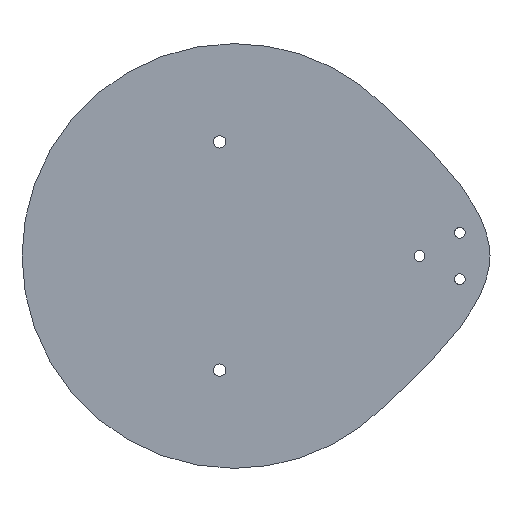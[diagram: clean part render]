
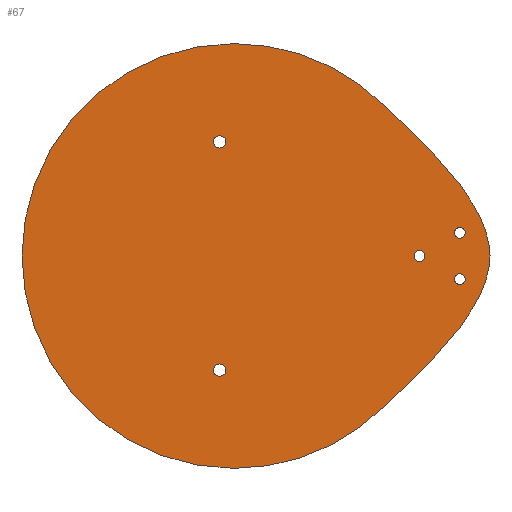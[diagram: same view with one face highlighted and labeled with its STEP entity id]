
A CAD part, front view. The second image highlights one B-rep face of the part: STEP entity #67.
In plain terms, the highlighted planar face has unit normal (0, -1, 0).
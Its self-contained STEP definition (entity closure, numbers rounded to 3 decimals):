
#12 = CARTESIAN_POINT ( 'NONE',  ( 60.189, 0., -17.149 ) ) ;
#14 = AXIS2_PLACEMENT_3D ( 'NONE', #104, #660, #113 ) ;
#16 = EDGE_CURVE ( 'NONE', #304, #558, #150, .T. ) ;
#18 = DIRECTION ( 'NONE',  ( 0., 1., 0. ) ) ;
#19 = EDGE_CURVE ( 'NONE', #420, #492, #471, .T. ) ;
#22 = CARTESIAN_POINT ( 'NONE',  ( 28.971, 0., -44.528 ) ) ;
#25 = CARTESIAN_POINT ( 'NONE',  ( -20.311, 0., 34.001 ) ) ;
#29 = VERTEX_POINT ( 'NONE', #189 ) ;
#30 = DIRECTION ( 'NONE',  ( 0., 0., 1. ) ) ;
#32 = AXIS2_PLACEMENT_3D ( 'NONE', #147, #643, #30 ) ;
#39 = AXIS2_PLACEMENT_3D ( 'NONE', #360, #651, #230 ) ;
#40 = EDGE_CURVE ( 'NONE', #708, #695, #155, .T. ) ;
#43 = CARTESIAN_POINT ( 'NONE',  ( -20.311, 0., -33.999 ) ) ;
#49 = DIRECTION ( 'NONE',  ( 0., 1., 0. ) ) ;
#54 = EDGE_LOOP ( 'NONE', ( #276, #331 ) ) ;
#64 = FACE_BOUND ( 'NONE', #86, .T. ) ;
#67 = ADVANCED_FACE ( 'NONE', ( #263, #314, #64, #502, #747, #383 ), #557, .F. ) ;
#68 = DIRECTION ( 'NONE',  ( 0., 0., 1. ) ) ;
#77 = CIRCLE ( 'NONE', #39, 63.25 ) ;
#84 = DIRECTION ( 'NONE',  ( 0., 0., 1. ) ) ;
#86 = EDGE_LOOP ( 'NONE', ( #339, #379 ) ) ;
#94 = AXIS2_PLACEMENT_3D ( 'NONE', #430, #676, #126 ) ;
#96 = EDGE_LOOP ( 'NONE', ( #206, #566 ) ) ;
#100 = AXIS2_PLACEMENT_3D ( 'NONE', #581, #709, #340 ) ;
#101 = EDGE_CURVE ( 'NONE', #708, #304, #414, .T. ) ;
#104 = CARTESIAN_POINT ( 'NONE',  ( 39.189, 0., 0.001 ) ) ;
#107 = DIRECTION ( 'NONE',  ( 0., 0., 1. ) ) ;
#113 = DIRECTION ( 'NONE',  ( 0., 0., 1. ) ) ;
#116 = EDGE_CURVE ( 'NONE', #431, #29, #317, .T. ) ;
#121 = ORIENTED_EDGE ( 'NONE', *, *, #40, .T. ) ;
#126 = DIRECTION ( 'NONE',  ( 0., 0., 1. ) ) ;
#129 = LINE ( 'NONE', #368, #342 ) ;
#131 = CARTESIAN_POINT ( 'NONE',  ( 28.971, 0., -44.528 ) ) ;
#146 = ORIENTED_EDGE ( 'NONE', *, *, #16, .F. ) ;
#147 = CARTESIAN_POINT ( 'NONE',  ( 51.189, 0., 6.93 ) ) ;
#150 = CIRCLE ( 'NONE', #721, 63.25 ) ;
#155 = B_SPLINE_CURVE_WITH_KNOTS ( 'NONE', 2,
 ( #541, #184, #669 ),
 .UNSPECIFIED., .F., .F.,
 ( 3, 3 ),
 ( 0., 1. ),
 .UNSPECIFIED. ) ;
#170 = CARTESIAN_POINT ( 'NONE',  ( 39.189, 0., 0.001 ) ) ;
#174 = CARTESIAN_POINT ( 'NONE',  ( 51.189, 0., 6.93 ) ) ;
#184 = CARTESIAN_POINT ( 'NONE',  ( 60.189, 0., 17.152 ) ) ;
#189 = CARTESIAN_POINT ( 'NONE',  ( -20.311, 0., -35.849 ) ) ;
#191 = EDGE_CURVE ( 'NONE', #532, #695, #129, .T. ) ;
#195 = CIRCLE ( 'NONE', #501, 1.6 ) ;
#201 = ORIENTED_EDGE ( 'NONE', *, *, #191, .F. ) ;
#206 = ORIENTED_EDGE ( 'NONE', *, *, #116, .T. ) ;
#208 = VERTEX_POINT ( 'NONE', #495 ) ;
#214 = CARTESIAN_POINT ( 'NONE',  ( -15.95, 0., 0. ) ) ;
#221 = VERTEX_POINT ( 'NONE', #380 ) ;
#229 = DIRECTION ( 'NONE',  ( 0., 0., 1. ) ) ;
#230 = DIRECTION ( 'NONE',  ( 0., 0., 1. ) ) ;
#231 = ORIENTED_EDGE ( 'NONE', *, *, #329, .F. ) ;
#233 = CARTESIAN_POINT ( 'NONE',  ( 28.971, 0., 44.53 ) ) ;
#235 = CARTESIAN_POINT ( 'NONE',  ( 28.971, 0., 44.527 ) ) ;
#263 = FACE_BOUND ( 'NONE', #54, .T. ) ;
#267 = AXIS2_PLACEMENT_3D ( 'NONE', #43, #600, #462 ) ;
#275 = EDGE_CURVE ( 'NONE', #616, #757, #652, .T. ) ;
#276 = ORIENTED_EDGE ( 'NONE', *, *, #319, .T. ) ;
#283 = AXIS2_PLACEMENT_3D ( 'NONE', #436, #627, #68 ) ;
#285 = ORIENTED_EDGE ( 'NONE', *, *, #526, .F. ) ;
#288 = EDGE_LOOP ( 'NONE', ( #121, #201, #285, #231, #146, #582 ) ) ;
#302 = DIRECTION ( 'NONE',  ( 0., 0., 1. ) ) ;
#304 = VERTEX_POINT ( 'NONE', #22 ) ;
#310 = CIRCLE ( 'NONE', #486, 1.85 ) ;
#314 = FACE_BOUND ( 'NONE', #96, .T. ) ;
#317 = CIRCLE ( 'NONE', #94, 1.85 ) ;
#319 = EDGE_CURVE ( 'NONE', #492, #420, #310, .T. ) ;
#321 = DIRECTION ( 'NONE',  ( 0., 0., 1. ) ) ;
#329 = EDGE_CURVE ( 'NONE', #558, #689, #756, .T. ) ;
#331 = ORIENTED_EDGE ( 'NONE', *, *, #19, .T. ) ;
#339 = ORIENTED_EDGE ( 'NONE', *, *, #345, .T. ) ;
#340 = DIRECTION ( 'NONE',  ( 0., 0., 1. ) ) ;
#342 = VECTOR ( 'NONE', #321, 1000. ) ;
#345 = EDGE_CURVE ( 'NONE', #512, #221, #346, .T. ) ;
#346 = CIRCLE ( 'NONE', #100, 1.6 ) ;
#352 = CARTESIAN_POINT ( 'NONE',  ( -20.311, 0., 32.151 ) ) ;
#353 = CARTESIAN_POINT ( 'NONE',  ( -15.95, 0., -63.25 ) ) ;
#356 = CARTESIAN_POINT ( 'NONE',  ( 60.189, 0., 0.001 ) ) ;
#360 = CARTESIAN_POINT ( 'NONE',  ( -15.95, 0., 0. ) ) ;
#365 = CIRCLE ( 'NONE', #267, 1.85 ) ;
#367 = CARTESIAN_POINT ( 'NONE',  ( 51.189, 0., 5.33 ) ) ;
#368 = CARTESIAN_POINT ( 'NONE',  ( 28.971, 0., 0. ) ) ;
#373 = AXIS2_PLACEMENT_3D ( 'NONE', #794, #49, #302 ) ;
#379 = ORIENTED_EDGE ( 'NONE', *, *, #457, .T. ) ;
#380 = CARTESIAN_POINT ( 'NONE',  ( 51.189, 0., -8.527 ) ) ;
#383 = FACE_OUTER_BOUND ( 'NONE', #288, .T. ) ;
#407 = AXIS2_PLACEMENT_3D ( 'NONE', #214, #763, #633 ) ;
#409 = DIRECTION ( 'NONE',  ( 0., 1., 0. ) ) ;
#413 = DIRECTION ( 'NONE',  ( 0., 1., 0. ) ) ;
#414 = B_SPLINE_CURVE_WITH_KNOTS ( 'NONE', 2,
 ( #497, #12, #131 ),
 .UNSPECIFIED., .F., .F.,
 ( 3, 3 ),
 ( 0., 1. ),
 .UNSPECIFIED. ) ;
#417 = DIRECTION ( 'NONE',  ( 0., 1., 0. ) ) ;
#420 = VERTEX_POINT ( 'NONE', #352 ) ;
#424 = CARTESIAN_POINT ( 'NONE',  ( -15.95, 0., 0. ) ) ;
#430 = CARTESIAN_POINT ( 'NONE',  ( -20.311, 0., -33.999 ) ) ;
#431 = VERTEX_POINT ( 'NONE', #469 ) ;
#436 = CARTESIAN_POINT ( 'NONE',  ( 0., 0., 0. ) ) ;
#440 = ORIENTED_EDGE ( 'NONE', *, *, #484, .T. ) ;
#457 = EDGE_CURVE ( 'NONE', #221, #512, #195, .T. ) ;
#462 = DIRECTION ( 'NONE',  ( 0., 0., 1. ) ) ;
#465 = CARTESIAN_POINT ( 'NONE',  ( 51.189, 0., -6.927 ) ) ;
#469 = CARTESIAN_POINT ( 'NONE',  ( -20.311, 0., -32.149 ) ) ;
#471 = CIRCLE ( 'NONE', #373, 1.85 ) ;
#484 = EDGE_CURVE ( 'NONE', #648, #208, #608, .T. ) ;
#486 = AXIS2_PLACEMENT_3D ( 'NONE', #25, #18, #84 ) ;
#492 = VERTEX_POINT ( 'NONE', #768 ) ;
#495 = CARTESIAN_POINT ( 'NONE',  ( 39.189, 0., -1.599 ) ) ;
#497 = CARTESIAN_POINT ( 'NONE',  ( 60.189, 0., 0.001 ) ) ;
#501 = AXIS2_PLACEMENT_3D ( 'NONE', #465, #409, #649 ) ;
#502 = FACE_BOUND ( 'NONE', #592, .T. ) ;
#509 = EDGE_CURVE ( 'NONE', #208, #648, #527, .T. ) ;
#512 = VERTEX_POINT ( 'NONE', #655 ) ;
#526 = EDGE_CURVE ( 'NONE', #689, #532, #77, .T. ) ;
#527 = CIRCLE ( 'NONE', #14, 1.6 ) ;
#532 = VERTEX_POINT ( 'NONE', #235 ) ;
#541 = CARTESIAN_POINT ( 'NONE',  ( 60.189, 0., 0.001 ) ) ;
#557 = PLANE ( 'NONE',  #283 ) ;
#558 = VERTEX_POINT ( 'NONE', #353 ) ;
#566 = ORIENTED_EDGE ( 'NONE', *, *, #661, .T. ) ;
#580 = EDGE_LOOP ( 'NONE', ( #440, #674 ) ) ;
#581 = CARTESIAN_POINT ( 'NONE',  ( 51.189, 0., -6.927 ) ) ;
#582 = ORIENTED_EDGE ( 'NONE', *, *, #101, .F. ) ;
#584 = DIRECTION ( 'NONE',  ( 0., 1., 0. ) ) ;
#592 = EDGE_LOOP ( 'NONE', ( #723, #642 ) ) ;
#600 = DIRECTION ( 'NONE',  ( 0., 1., 0. ) ) ;
#608 = CIRCLE ( 'NONE', #706, 1.6 ) ;
#616 = VERTEX_POINT ( 'NONE', #787 ) ;
#627 = DIRECTION ( 'NONE',  ( 0., 1., 0. ) ) ;
#631 = CIRCLE ( 'NONE', #705, 1.6 ) ;
#633 = DIRECTION ( 'NONE',  ( 0., 0., 1. ) ) ;
#642 = ORIENTED_EDGE ( 'NONE', *, *, #672, .T. ) ;
#643 = DIRECTION ( 'NONE',  ( 0., 1., 0. ) ) ;
#648 = VERTEX_POINT ( 'NONE', #650 ) ;
#649 = DIRECTION ( 'NONE',  ( 0., 0., 1. ) ) ;
#650 = CARTESIAN_POINT ( 'NONE',  ( 39.189, 0., 1.601 ) ) ;
#651 = DIRECTION ( 'NONE',  ( 0., 1., 0. ) ) ;
#652 = CIRCLE ( 'NONE', #32, 1.6 ) ;
#655 = CARTESIAN_POINT ( 'NONE',  ( 51.189, 0., -5.327 ) ) ;
#659 = CARTESIAN_POINT ( 'NONE',  ( -15.95, 0., 63.25 ) ) ;
#660 = DIRECTION ( 'NONE',  ( 0., 1., 0. ) ) ;
#661 = EDGE_CURVE ( 'NONE', #29, #431, #365, .T. ) ;
#662 = DIRECTION ( 'NONE',  ( 0., 0., 1. ) ) ;
#669 = CARTESIAN_POINT ( 'NONE',  ( 28.971, 0., 44.53 ) ) ;
#672 = EDGE_CURVE ( 'NONE', #757, #616, #631, .T. ) ;
#674 = ORIENTED_EDGE ( 'NONE', *, *, #509, .T. ) ;
#676 = DIRECTION ( 'NONE',  ( 0., 1., 0. ) ) ;
#689 = VERTEX_POINT ( 'NONE', #659 ) ;
#695 = VERTEX_POINT ( 'NONE', #233 ) ;
#705 = AXIS2_PLACEMENT_3D ( 'NONE', #174, #584, #229 ) ;
#706 = AXIS2_PLACEMENT_3D ( 'NONE', #170, #413, #107 ) ;
#708 = VERTEX_POINT ( 'NONE', #356 ) ;
#709 = DIRECTION ( 'NONE',  ( 0., 1., 0. ) ) ;
#721 = AXIS2_PLACEMENT_3D ( 'NONE', #424, #417, #662 ) ;
#723 = ORIENTED_EDGE ( 'NONE', *, *, #275, .T. ) ;
#747 = FACE_BOUND ( 'NONE', #580, .T. ) ;
#756 = CIRCLE ( 'NONE', #407, 63.25 ) ;
#757 = VERTEX_POINT ( 'NONE', #367 ) ;
#763 = DIRECTION ( 'NONE',  ( 0., 1., 0. ) ) ;
#768 = CARTESIAN_POINT ( 'NONE',  ( -20.311, 0., 35.851 ) ) ;
#787 = CARTESIAN_POINT ( 'NONE',  ( 51.189, 0., 8.53 ) ) ;
#794 = CARTESIAN_POINT ( 'NONE',  ( -20.311, 0., 34.001 ) ) ;
